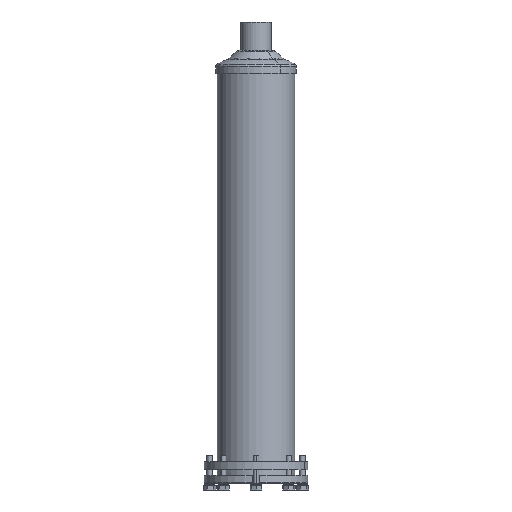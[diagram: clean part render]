
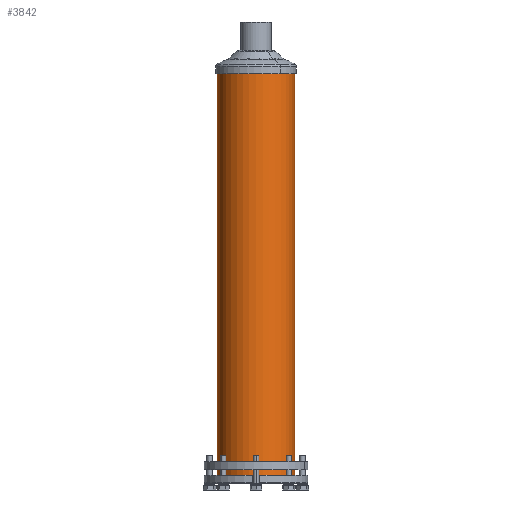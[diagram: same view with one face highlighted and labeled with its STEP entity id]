
A CAD part, front view. The second image highlights one B-rep face of the part: STEP entity #3842.
In plain terms, the highlighted cylindrical face has radius 57 mm (diameter 114 mm), a partial arc.
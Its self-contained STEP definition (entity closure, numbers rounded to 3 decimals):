
#268 = VERTEX_POINT ( 'NONE', #7983 ) ;
#316 = CARTESIAN_POINT ( 'NONE',  ( -57., 0., 0. ) ) ;
#348 = FACE_OUTER_BOUND ( 'NONE', #558, .T. ) ;
#558 = EDGE_LOOP ( 'NONE', ( #4528, #817, #8310, #9050 ) ) ;
#817 = ORIENTED_EDGE ( 'NONE', *, *, #8651, .T. ) ;
#2031 = CARTESIAN_POINT ( 'NONE',  ( 0., 0., 605. ) ) ;
#2390 = CARTESIAN_POINT ( 'NONE',  ( 0., 0., 605. ) ) ;
#2540 = CARTESIAN_POINT ( 'NONE',  ( 0., 0., 0. ) ) ;
#2684 = DIRECTION ( 'NONE',  ( 0., 0., -1. ) ) ;
#3006 = EDGE_CURVE ( 'NONE', #4480, #7307, #4248, .T. ) ;
#3119 = VECTOR ( 'NONE', #5886, 1000. ) ;
#3127 = DIRECTION ( 'NONE',  ( 1., 0., 0. ) ) ;
#3280 = DIRECTION ( 'NONE',  ( 1., 0., 0. ) ) ;
#3842 = ADVANCED_FACE ( 'NONE', ( #348 ), #4043, .T. ) ;
#4027 = EDGE_CURVE ( 'NONE', #7384, #7307, #5075, .T. ) ;
#4043 = CYLINDRICAL_SURFACE ( 'NONE', #6955, 57. ) ;
#4170 = EDGE_CURVE ( 'NONE', #268, #7384, #8012, .T. ) ;
#4248 = CIRCLE ( 'NONE', #5071, 57. ) ;
#4480 = VERTEX_POINT ( 'NONE', #9253 ) ;
#4528 = ORIENTED_EDGE ( 'NONE', *, *, #4170, .F. ) ;
#4567 = LINE ( 'NONE', #7085, #4787 ) ;
#4787 = VECTOR ( 'NONE', #2684, 1000. ) ;
#5071 = AXIS2_PLACEMENT_3D ( 'NONE', #2540, #7641, #3280 ) ;
#5075 = LINE ( 'NONE', #5153, #3119 ) ;
#5153 = CARTESIAN_POINT ( 'NONE',  ( -57., 0., 605. ) ) ;
#5529 = CARTESIAN_POINT ( 'NONE',  ( -57., 0., 605. ) ) ;
#5886 = DIRECTION ( 'NONE',  ( 0., 0., -1. ) ) ;
#6955 = AXIS2_PLACEMENT_3D ( 'NONE', #2031, #8587, #7156 ) ;
#7085 = CARTESIAN_POINT ( 'NONE',  ( 57., 0., 605. ) ) ;
#7156 = DIRECTION ( 'NONE',  ( -1., 0., 0. ) ) ;
#7307 = VERTEX_POINT ( 'NONE', #316 ) ;
#7384 = VERTEX_POINT ( 'NONE', #5529 ) ;
#7495 = DIRECTION ( 'NONE',  ( 0., 0., 1. ) ) ;
#7641 = DIRECTION ( 'NONE',  ( 0., 0., 1. ) ) ;
#7756 = AXIS2_PLACEMENT_3D ( 'NONE', #2390, #7495, #3127 ) ;
#7983 = CARTESIAN_POINT ( 'NONE',  ( 57., 0., 605. ) ) ;
#8012 = CIRCLE ( 'NONE', #7756, 57. ) ;
#8310 = ORIENTED_EDGE ( 'NONE', *, *, #3006, .T. ) ;
#8587 = DIRECTION ( 'NONE',  ( 0., 0., -1. ) ) ;
#8651 = EDGE_CURVE ( 'NONE', #268, #4480, #4567, .T. ) ;
#9050 = ORIENTED_EDGE ( 'NONE', *, *, #4027, .F. ) ;
#9253 = CARTESIAN_POINT ( 'NONE',  ( 57., 0., 0. ) ) ;
